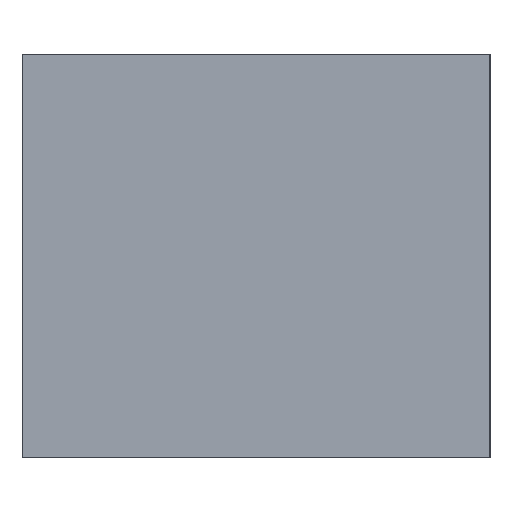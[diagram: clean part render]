
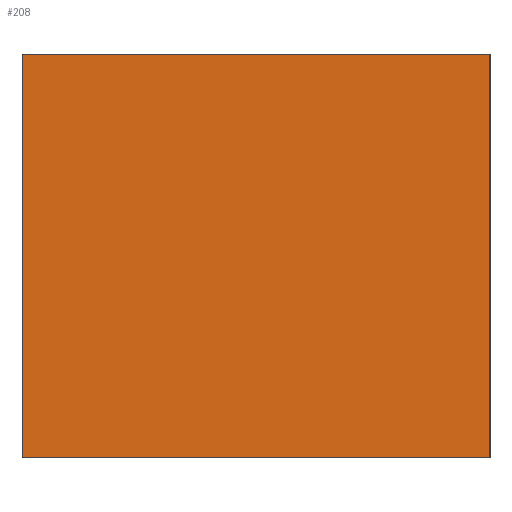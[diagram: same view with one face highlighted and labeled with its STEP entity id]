
A CAD part, left-side view. The second image highlights one B-rep face of the part: STEP entity #208.
In plain terms, the highlighted planar face has unit normal (-1, 0, 0).
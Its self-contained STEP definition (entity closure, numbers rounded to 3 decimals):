
#35 = CARTESIAN_POINT ( 'NONE',  ( -1., 1.45, -0.625 ) ) ;
#49 = DIRECTION ( 'NONE',  ( 0., -1., 0. ) ) ;
#112 = VECTOR ( 'NONE', #429, 1000. ) ;
#120 = DIRECTION ( 'NONE',  ( 0., 0., -1. ) ) ;
#143 = DIRECTION ( 'NONE',  ( 0., 0., 1. ) ) ;
#155 = EDGE_LOOP ( 'NONE', ( #430, #165, #168, #177 ) ) ;
#165 = ORIENTED_EDGE ( 'NONE', *, *, #538, .F. ) ;
#168 = ORIENTED_EDGE ( 'NONE', *, *, #509, .F. ) ;
#177 = ORIENTED_EDGE ( 'NONE', *, *, #396, .T. ) ;
#186 = VECTOR ( 'NONE', #143, 1000. ) ;
#192 = VERTEX_POINT ( 'NONE', #234 ) ;
#199 = PLANE ( 'NONE',  #486 ) ;
#208 = ADVANCED_FACE ( 'NONE', ( #382 ), #199, .F. ) ;
#223 = VECTOR ( 'NONE', #49, 1000. ) ;
#228 = VERTEX_POINT ( 'NONE', #347 ) ;
#234 = CARTESIAN_POINT ( 'NONE',  ( -1., 0., 0.625 ) ) ;
#267 = DIRECTION ( 'NONE',  ( 0., 0., 1. ) ) ;
#270 = CARTESIAN_POINT ( 'NONE',  ( -1., 0., -0.625 ) ) ;
#278 = VECTOR ( 'NONE', #267, 1000. ) ;
#300 = LINE ( 'NONE', #391, #112 ) ;
#347 = CARTESIAN_POINT ( 'NONE',  ( -1., 1.45, -0.625 ) ) ;
#382 = FACE_OUTER_BOUND ( 'NONE', #155, .T. ) ;
#384 = LINE ( 'NONE', #496, #223 ) ;
#386 = CARTESIAN_POINT ( 'NONE',  ( -1., 1.45, -0.625 ) ) ;
#391 = CARTESIAN_POINT ( 'NONE',  ( -1., 1.45, -0.625 ) ) ;
#395 = VERTEX_POINT ( 'NONE', #270 ) ;
#396 = EDGE_CURVE ( 'NONE', #228, #395, #300, .T. ) ;
#404 = VERTEX_POINT ( 'NONE', #424 ) ;
#413 = LINE ( 'NONE', #417, #278 ) ;
#417 = CARTESIAN_POINT ( 'NONE',  ( -1., 0., -0.625 ) ) ;
#424 = CARTESIAN_POINT ( 'NONE',  ( -1., 1.45, 0.625 ) ) ;
#429 = DIRECTION ( 'NONE',  ( 0., -1., 0. ) ) ;
#430 = ORIENTED_EDGE ( 'NONE', *, *, #441, .T. ) ;
#441 = EDGE_CURVE ( 'NONE', #395, #192, #413, .T. ) ;
#483 = DIRECTION ( 'NONE',  ( 1., 0., 0. ) ) ;
#486 = AXIS2_PLACEMENT_3D ( 'NONE', #35, #483, #120 ) ;
#495 = LINE ( 'NONE', #386, #186 ) ;
#496 = CARTESIAN_POINT ( 'NONE',  ( -1., 1.45, 0.625 ) ) ;
#509 = EDGE_CURVE ( 'NONE', #228, #404, #495, .T. ) ;
#538 = EDGE_CURVE ( 'NONE', #404, #192, #384, .T. ) ;
